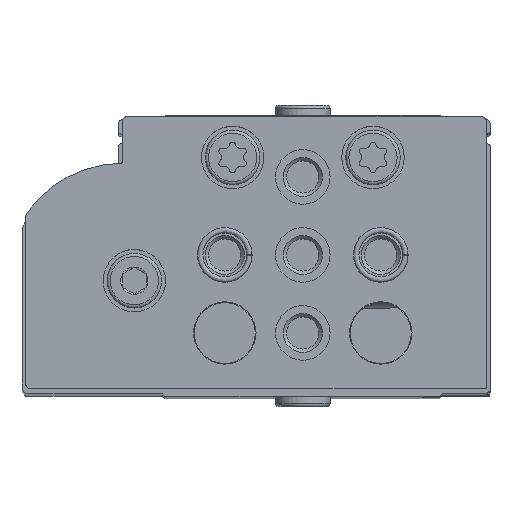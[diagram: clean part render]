
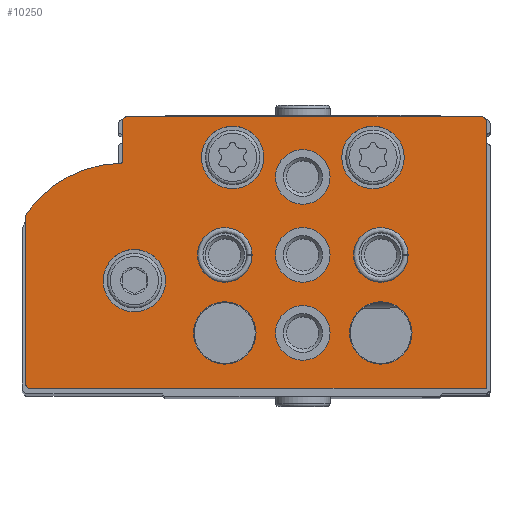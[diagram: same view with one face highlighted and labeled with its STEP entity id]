
A CAD part, top view. The second image highlights one B-rep face of the part: STEP entity #10250.
In plain terms, the highlighted face is planar.
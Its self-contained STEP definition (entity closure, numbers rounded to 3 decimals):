
#1048=LINE('',#17346,#1815);
#1050=LINE('',#17350,#1817);
#1053=LINE('',#17358,#1820);
#1058=LINE('',#17374,#1825);
#1061=LINE('',#17382,#1828);
#1815=VECTOR('',#14049,1000.);
#1817=VECTOR('',#14053,1000.);
#1820=VECTOR('',#14062,1000.);
#1825=VECTOR('',#14081,1000.);
#1828=VECTOR('',#14090,1000.);
#3931=ORIENTED_EDGE('',*,*,#5756,.T.);
#3932=ORIENTED_EDGE('',*,*,#5757,.T.);
#3933=ORIENTED_EDGE('',*,*,#5758,.T.);
#3934=ORIENTED_EDGE('',*,*,#5759,.T.);
#3935=ORIENTED_EDGE('',*,*,#5760,.T.);
#3936=ORIENTED_EDGE('',*,*,#5761,.T.);
#3937=ORIENTED_EDGE('',*,*,#5762,.T.);
#3938=ORIENTED_EDGE('',*,*,#5763,.T.);
#3939=ORIENTED_EDGE('',*,*,#5764,.T.);
#3940=ORIENTED_EDGE('',*,*,#5765,.T.);
#3941=ORIENTED_EDGE('',*,*,#5733,.F.);
#3942=ORIENTED_EDGE('',*,*,#5754,.F.);
#3943=ORIENTED_EDGE('',*,*,#5752,.F.);
#3944=ORIENTED_EDGE('',*,*,#5750,.F.);
#3945=ORIENTED_EDGE('',*,*,#5748,.T.);
#3946=ORIENTED_EDGE('',*,*,#5746,.F.);
#3947=ORIENTED_EDGE('',*,*,#5744,.F.);
#3948=ORIENTED_EDGE('',*,*,#5742,.F.);
#3949=ORIENTED_EDGE('',*,*,#5740,.F.);
#3950=ORIENTED_EDGE('',*,*,#5738,.F.);
#3951=ORIENTED_EDGE('',*,*,#5736,.F.);
#5733=EDGE_CURVE('',#6853,#6854,#7483,.T.);
#5736=EDGE_CURVE('',#6854,#6855,#1048,.T.);
#5738=EDGE_CURVE('',#6855,#6856,#1050,.T.);
#5740=EDGE_CURVE('',#6856,#6857,#7484,.T.);
#5742=EDGE_CURVE('',#6857,#6858,#1053,.T.);
#5744=EDGE_CURVE('',#6858,#6859,#7485,.T.);
#5746=EDGE_CURVE('',#6859,#6860,#7486,.T.);
#5748=EDGE_CURVE('',#6861,#6860,#7487,.T.);
#5750=EDGE_CURVE('',#6861,#6862,#1058,.T.);
#5752=EDGE_CURVE('',#6862,#6863,#7488,.T.);
#5754=EDGE_CURVE('',#6863,#6853,#1061,.T.);
#5756=EDGE_CURVE('',#6864,#6864,#7489,.T.);
#5757=EDGE_CURVE('',#6865,#6865,#7490,.T.);
#5758=EDGE_CURVE('',#6866,#6866,#7491,.T.);
#5759=EDGE_CURVE('',#6867,#6867,#7492,.T.);
#5760=EDGE_CURVE('',#6868,#6868,#7493,.T.);
#5761=EDGE_CURVE('',#6869,#6869,#7494,.T.);
#5762=EDGE_CURVE('',#6870,#6870,#7495,.T.);
#5763=EDGE_CURVE('',#6871,#6871,#7496,.T.);
#5764=EDGE_CURVE('',#6872,#6872,#7497,.T.);
#5765=EDGE_CURVE('',#6873,#6873,#7498,.T.);
#6853=VERTEX_POINT('',#17341);
#6854=VERTEX_POINT('',#17342);
#6855=VERTEX_POINT('',#17347);
#6856=VERTEX_POINT('',#17351);
#6857=VERTEX_POINT('',#17355);
#6858=VERTEX_POINT('',#17359);
#6859=VERTEX_POINT('',#17363);
#6860=VERTEX_POINT('',#17367);
#6861=VERTEX_POINT('',#17371);
#6862=VERTEX_POINT('',#17375);
#6863=VERTEX_POINT('',#17379);
#6864=VERTEX_POINT('',#17386);
#6865=VERTEX_POINT('',#17388);
#6866=VERTEX_POINT('',#17390);
#6867=VERTEX_POINT('',#17392);
#6868=VERTEX_POINT('',#17394);
#6869=VERTEX_POINT('',#17396);
#6870=VERTEX_POINT('',#17398);
#6871=VERTEX_POINT('',#17400);
#6872=VERTEX_POINT('',#17402);
#6873=VERTEX_POINT('',#17404);
#7483=CIRCLE('',#11469,0.5);
#7484=CIRCLE('',#11473,0.5);
#7485=CIRCLE('',#11476,1.);
#7486=CIRCLE('',#11478,15.);
#7487=CIRCLE('',#11480,0.3);
#7488=CIRCLE('',#11483,0.5);
#7489=CIRCLE('',#11486,4.);
#7490=CIRCLE('',#11487,4.);
#7491=CIRCLE('',#11488,4.);
#7492=CIRCLE('',#11489,3.5);
#7493=CIRCLE('',#11490,3.5);
#7494=CIRCLE('',#11491,3.5);
#7495=CIRCLE('',#11492,3.5);
#7496=CIRCLE('',#11493,3.5);
#7497=CIRCLE('',#11494,4.);
#7498=CIRCLE('',#11495,4.);
#8265=EDGE_LOOP('',(#3931));
#8266=EDGE_LOOP('',(#3932));
#8267=EDGE_LOOP('',(#3933));
#8268=EDGE_LOOP('',(#3934));
#8269=EDGE_LOOP('',(#3935));
#8270=EDGE_LOOP('',(#3936));
#8271=EDGE_LOOP('',(#3937));
#8272=EDGE_LOOP('',(#3938));
#8273=EDGE_LOOP('',(#3939));
#8274=EDGE_LOOP('',(#3940));
#8275=EDGE_LOOP('',(#3941,#3942,#3943,#3944,#3945,#3946,#3947,#3948,#3949,
#3950,#3951));
#9192=FACE_BOUND('',#8265,.T.);
#9193=FACE_BOUND('',#8266,.T.);
#9194=FACE_BOUND('',#8267,.T.);
#9195=FACE_BOUND('',#8268,.T.);
#9196=FACE_BOUND('',#8269,.T.);
#9197=FACE_BOUND('',#8270,.T.);
#9198=FACE_BOUND('',#8271,.T.);
#9199=FACE_BOUND('',#8272,.T.);
#9200=FACE_BOUND('',#8273,.T.);
#9201=FACE_BOUND('',#8274,.T.);
#9202=FACE_BOUND('',#8275,.T.);
#9754=PLANE('',#11485);
#10250=ADVANCED_FACE('',(#9192,#9193,#9194,#9195,#9196,#9197,#9198,#9199,
#9200,#9201,#9202),#9754,.F.);
#11469=AXIS2_PLACEMENT_3D('',#17340,#14043,#14044);
#11473=AXIS2_PLACEMENT_3D('',#17354,#14057,#14058);
#11476=AXIS2_PLACEMENT_3D('',#17362,#14066,#14067);
#11478=AXIS2_PLACEMENT_3D('',#17366,#14071,#14072);
#11480=AXIS2_PLACEMENT_3D('',#17370,#14076,#14077);
#11483=AXIS2_PLACEMENT_3D('',#17378,#14085,#14086);
#11485=AXIS2_PLACEMENT_3D('',#17384,#14092,#14093);
#11486=AXIS2_PLACEMENT_3D('',#17385,#14094,#14095);
#11487=AXIS2_PLACEMENT_3D('',#17387,#14096,#14097);
#11488=AXIS2_PLACEMENT_3D('',#17389,#14098,#14099);
#11489=AXIS2_PLACEMENT_3D('',#17391,#14100,#14101);
#11490=AXIS2_PLACEMENT_3D('',#17393,#14102,#14103);
#11491=AXIS2_PLACEMENT_3D('',#17395,#14104,#14105);
#11492=AXIS2_PLACEMENT_3D('',#17397,#14106,#14107);
#11493=AXIS2_PLACEMENT_3D('',#17399,#14108,#14109);
#11494=AXIS2_PLACEMENT_3D('',#17401,#14110,#14111);
#11495=AXIS2_PLACEMENT_3D('',#17403,#14112,#14113);
#14043=DIRECTION('',(0.,0.,1.));
#14044=DIRECTION('',(1.,0.,0.));
#14049=DIRECTION('',(0.,-1.,0.));
#14053=DIRECTION('',(1.,0.,0.));
#14057=DIRECTION('',(0.,0.,1.));
#14058=DIRECTION('',(1.,0.,0.));
#14062=DIRECTION('',(0.,1.,0.));
#14066=DIRECTION('',(0.,0.,1.));
#14067=DIRECTION('',(1.,0.,0.));
#14071=DIRECTION('',(0.,0.,1.));
#14072=DIRECTION('',(1.,0.,0.));
#14076=DIRECTION('',(0.,0.,1.));
#14077=DIRECTION('',(1.,0.,0.));
#14081=DIRECTION('',(0.,1.,0.));
#14085=DIRECTION('',(0.,0.,1.));
#14086=DIRECTION('',(1.,0.,0.));
#14090=DIRECTION('',(-1.,0.,0.));
#14092=DIRECTION('',(0.,0.,1.));
#14093=DIRECTION('',(1.,0.,0.));
#14094=DIRECTION('',(0.,0.,1.));
#14095=DIRECTION('',(1.,0.,0.));
#14096=DIRECTION('',(0.,0.,1.));
#14097=DIRECTION('',(1.,0.,0.));
#14098=DIRECTION('',(0.,0.,1.));
#14099=DIRECTION('',(1.,0.,0.));
#14100=DIRECTION('',(0.,0.,1.));
#14101=DIRECTION('',(1.,0.,0.));
#14102=DIRECTION('',(0.,0.,1.));
#14103=DIRECTION('',(1.,0.,0.));
#14104=DIRECTION('',(0.,0.,1.));
#14105=DIRECTION('',(1.,0.,0.));
#14106=DIRECTION('',(0.,0.,1.));
#14107=DIRECTION('',(1.,0.,0.));
#14108=DIRECTION('',(0.,0.,1.));
#14109=DIRECTION('',(1.,0.,0.));
#14110=DIRECTION('',(0.,0.,1.));
#14111=DIRECTION('',(1.,0.,0.));
#14112=DIRECTION('',(0.,0.,1.));
#14113=DIRECTION('',(1.,0.,0.));
#17340=CARTESIAN_POINT('',(0.5,34.3,0.));
#17341=CARTESIAN_POINT('',(0.5,34.8,0.));
#17342=CARTESIAN_POINT('',(0.,34.3,0.));
#17346=CARTESIAN_POINT('',(0.,34.3,0.));
#17347=CARTESIAN_POINT('',(0.,0.,0.));
#17350=CARTESIAN_POINT('',(0.,0.,0.));
#17351=CARTESIAN_POINT('',(58.5,0.,0.));
#17354=CARTESIAN_POINT('',(58.5,0.5,0.));
#17355=CARTESIAN_POINT('',(59.,0.5,0.));
#17358=CARTESIAN_POINT('',(59.,0.5,0.));
#17359=CARTESIAN_POINT('',(59.,21.976,0.));
#17362=CARTESIAN_POINT('',(58.,21.976,0.));
#17363=CARTESIAN_POINT('',(58.814,22.557,0.));
#17366=CARTESIAN_POINT('',(46.6,13.85,0.));
#17367=CARTESIAN_POINT('',(46.894,28.847,0.));
#17370=CARTESIAN_POINT('',(46.9,29.147,0.));
#17371=CARTESIAN_POINT('',(46.6,29.147,0.));
#17374=CARTESIAN_POINT('',(46.6,29.147,0.));
#17375=CARTESIAN_POINT('',(46.6,34.3,0.));
#17378=CARTESIAN_POINT('',(46.1,34.3,0.));
#17379=CARTESIAN_POINT('',(46.1,34.8,0.));
#17382=CARTESIAN_POINT('',(46.1,34.8,0.));
#17384=CARTESIAN_POINT('',(0.5,34.3,0.));
#17385=CARTESIAN_POINT('',(45.1,13.8,0.));
#17386=CARTESIAN_POINT('',(49.1,13.8,0.));
#17387=CARTESIAN_POINT('',(32.5,29.6,0.));
#17388=CARTESIAN_POINT('',(36.5,29.6,0.));
#17389=CARTESIAN_POINT('',(14.5,29.6,0.));
#17390=CARTESIAN_POINT('',(18.5,29.6,0.));
#17391=CARTESIAN_POINT('',(23.5,27.1,0.));
#17392=CARTESIAN_POINT('',(27.,27.1,0.));
#17393=CARTESIAN_POINT('',(33.5,17.1,0.));
#17394=CARTESIAN_POINT('',(37.,17.1,0.));
#17395=CARTESIAN_POINT('',(23.5,17.1,0.));
#17396=CARTESIAN_POINT('',(27.,17.1,0.));
#17397=CARTESIAN_POINT('',(13.5,17.1,0.));
#17398=CARTESIAN_POINT('',(17.,17.1,0.));
#17399=CARTESIAN_POINT('',(23.5,7.1,0.));
#17400=CARTESIAN_POINT('',(27.,7.1,0.));
#17401=CARTESIAN_POINT('',(33.5,7.1,0.));
#17402=CARTESIAN_POINT('',(37.5,7.1,0.));
#17403=CARTESIAN_POINT('',(13.5,7.1,0.));
#17404=CARTESIAN_POINT('',(17.5,7.1,0.));
